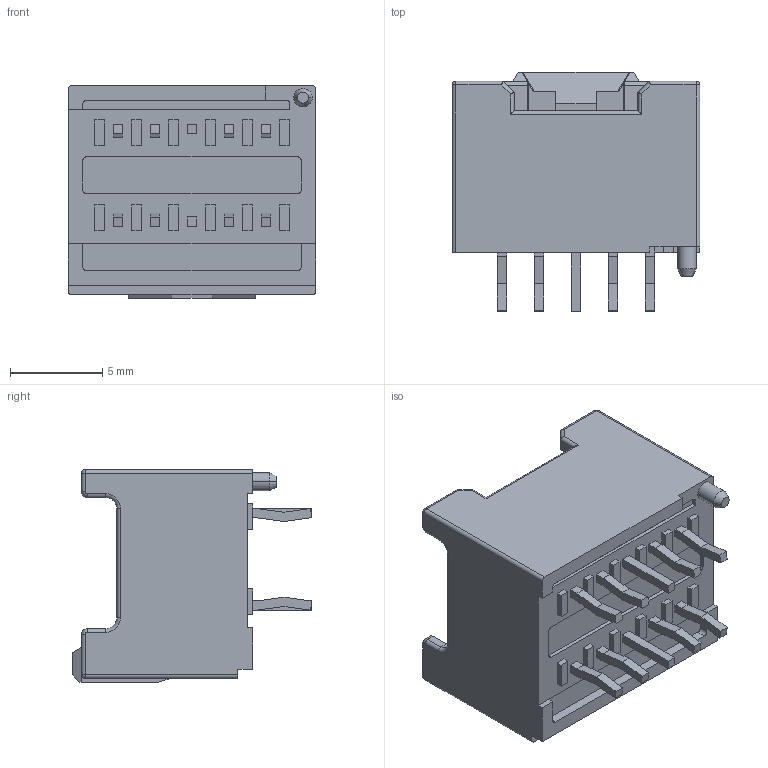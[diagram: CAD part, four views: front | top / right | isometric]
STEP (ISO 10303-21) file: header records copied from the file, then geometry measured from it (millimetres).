
FILE_DESCRIPTION((''),'2;1');
FILE_NAME('559171010','2017-05-04T',('ksrinivasara'),(''),'PRO/ENGINEER BY PARAMETRIC TECHNOLOGY CORPORATION, 2012310','PRO/ENGINEER BY PARAMETRIC TECHNOLOGY CORPORATION, 2012310','');
FILE_SCHEMA(('CONFIG_CONTROL_DESIGN'));
Length unit declared in the file: millimetre
Products named in the file (1): 559171010
Bounding box: 13.4 x 12.95 x 11.5 mm (x, y, z)
Volume: 587.3 mm3; surface area: 1216.7 mm2
Topology: 1 solids, 1 shells, 398 faces, 1041 edges, 681 vertices
Faces by surface type: plane 315, cylinder 51, cone 20, bspline 4, torus 4, sphere 4
Entity records: 12207 total; most frequent: CARTESIAN_POINT 2323, ORIENTED_EDGE 2030, DIRECTION 1957, EDGE_CURVE 1015, VECTOR 891, LINE 891, VERTEX_POINT 651, AXIS2_PLACEMENT_3D 533
